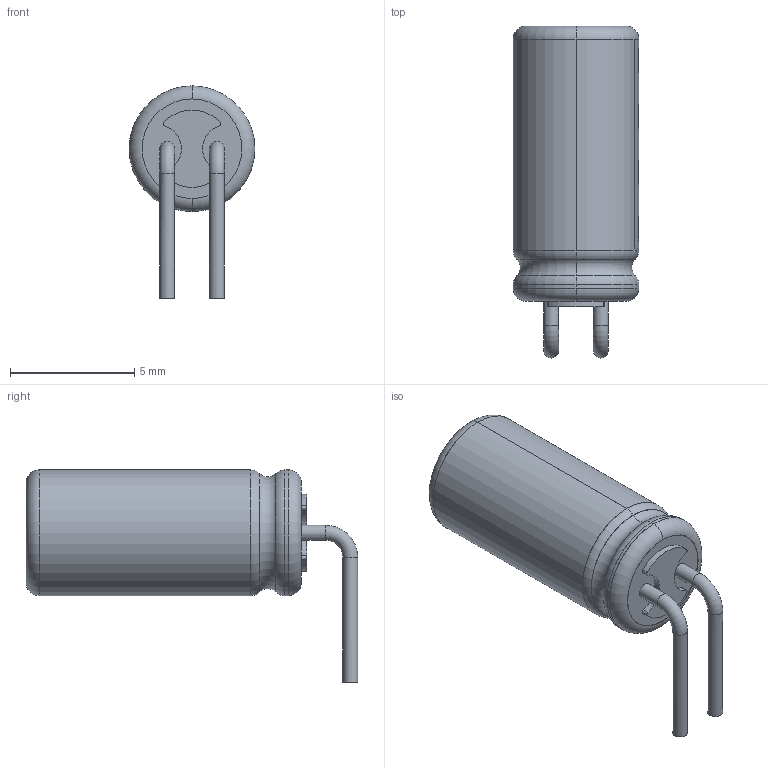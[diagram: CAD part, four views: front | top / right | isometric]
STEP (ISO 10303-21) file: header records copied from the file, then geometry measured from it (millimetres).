
FILE_DESCRIPTION(('STEP AP214'), '1');
FILE_NAME('Cap Alu 5x11x2mm Angled', '', ('UNSPECIFIED'), ('UNSPECIFIED'), 'ASCON STEP Converter 1.6', 'ASCON Math Kernel', '');
FILE_SCHEMA(('AUTOMOTIVE_DESIGN { 1 0 10303 214 3 1 1}'));
Length unit declared in the file: millimetre
Products named in the file (1): User Library-Cap electro 5x11x2mm RA
Bounding box: 5.05 x 13.32 x 8.53 mm (x, y, z)
Volume: 216.8 mm3; surface area: 511.6 mm2
Topology: 1 solids, 3 shells, 85 faces, 219 edges, 150 vertices
Faces by surface type: cylinder 57, torus 22, plane 6
Full cylindrical faces by diameter (mm): 0.6 x4
Entity records: 3968 total; most frequent: CARTESIAN_POINT 1206, DIRECTION 448, ORIENTED_EDGE 394, EDGE_CURVE 208, AXIS2_PLACEMENT_3D 186, VERTEX_POINT 150, EDGE_LOOP 109, CIRCLE 100
